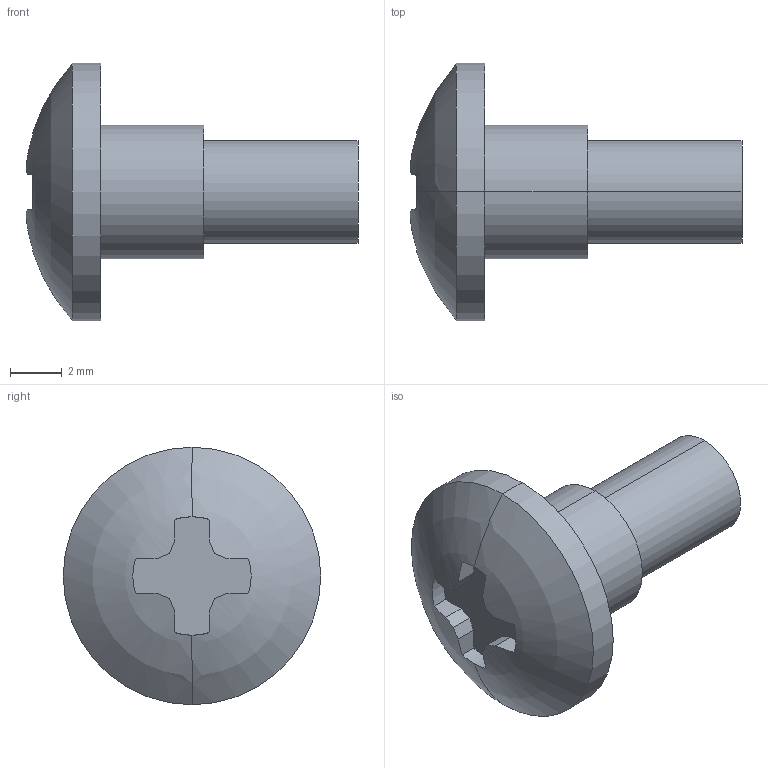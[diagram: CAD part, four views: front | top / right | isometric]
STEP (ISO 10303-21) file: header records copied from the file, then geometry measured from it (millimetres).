
FILE_DESCRIPTION( (''), '2;1');
FILE_NAME ('PC003.57016.TM_373_2_27464.stp','2024-06-05T15:44:23',(''),(''),'spGate 19.8.4 (****-****-****-****)','','');
FILE_SCHEMA (('AUTOMOTIVE_DESIGN'));
Length unit declared in the file: millimetre
Bounding box: 12.89 x 10 x 10 mm (x, y, z)
Volume: 315.2 mm3; surface area: 355.4 mm2
Topology: 1 solids, 1 shells, 32 faces, 82 edges, 54 vertices
Faces by surface type: plane 20, cylinder 10, sphere 2
Entity records: 1657 total; most frequent: CARTESIAN_POINT 178, DIRECTION 176, ORIENTED_EDGE 164, COLOUR_RGB 115, PRESENTATION_STYLE_ASSIGNMENT 115, STYLED_ITEM 115, EDGE_CURVE 82, DRAUGHTING_PRE_DEFINED_CURVE_FONT 82
